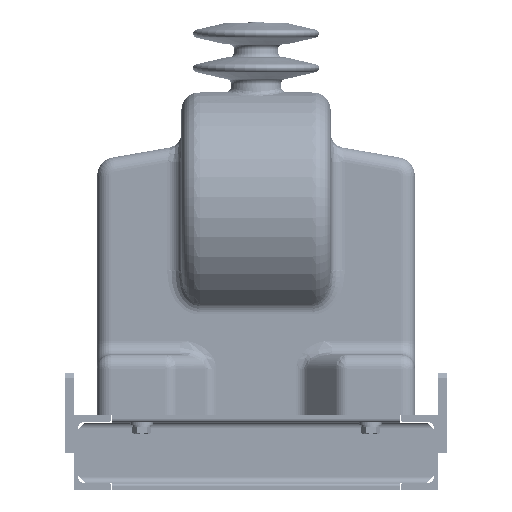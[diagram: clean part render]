
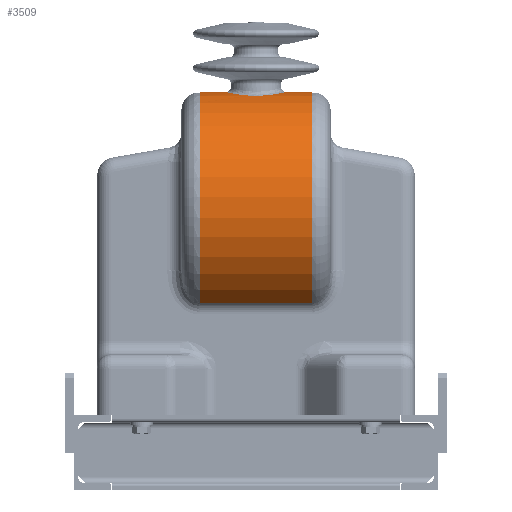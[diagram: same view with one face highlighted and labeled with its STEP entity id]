
A CAD part, front view. The second image highlights one B-rep face of the part: STEP entity #3509.
In plain terms, the highlighted cylindrical face has radius 125 mm (diameter 250 mm), a partial arc.
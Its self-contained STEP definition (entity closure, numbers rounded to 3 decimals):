
#3509=ADVANCED_FACE('',(#13294,#13296),#13298,.T.);
#13294=FACE_BOUND('',#13295,.T.);
#13295=EDGE_LOOP('',(#23161,#23162,#23163,#23164));
#13296=FACE_BOUND('',#13297,.T.);
#13297=EDGE_LOOP('',(#23165));
#13298=CYLINDRICAL_SURFACE('',#13299,125.);
#13299=AXIS2_PLACEMENT_3D('',#13300,#13301,#13302);
#13300=CARTESIAN_POINT('',(-80.,67.5,-52.));
#13301=DIRECTION('',(1.,0.,0.));
#13302=DIRECTION('',(0.,0.,1.));
#23161=ORIENTED_EDGE('',*,*,#28387,.T.);
#23162=ORIENTED_EDGE('',*,*,#28388,.T.);
#23163=ORIENTED_EDGE('',*,*,#28389,.T.);
#23164=ORIENTED_EDGE('',*,*,#28390,.F.);
#23165=ORIENTED_EDGE('',*,*,#28386,.F.);
#28386=EDGE_CURVE('',#31349,#31349,#31350,.T.);
#28387=EDGE_CURVE('',#31351,#31352,#31353,.F.);
#28388=EDGE_CURVE('',#31352,#31354,#31355,.T.);
#28389=EDGE_CURVE('',#31354,#31356,#31357,.T.);
#28390=EDGE_CURVE('',#31351,#31356,#31358,.T.);
#31349=VERTEX_POINT('',#36973);
#31350=B_SPLINE_CURVE_WITH_KNOTS('',3,
(#36974,#36975,#36976,#36977,#36978,#36979,#36980,#36981,#36982,#36983,#36984,#36985,
#36986,#36987,#36988,#36989,#36990,#36991,#36992,#36993,#36994,#36995,#36996,#36997,
#36998,#36999,#37000,#37001,#37002,#37003,#37004,#37005,#37006,#37007,#37008,#37009,
#37010,#37011,#37012,#37013,#37014,#37015,#37016,#37017,#37018,#37019,#37020,#37021,
#37022,#37023,#37024,#37025,#37026,#37027,#37028,#37029,#37030,#37031,#37032,#37033,
#37034),
.UNSPECIFIED.,.T.,.F.,
(4,1,1,1,1,1,1,1,1,1,1,1,1,1,1,1,1,1,1,1,1,1,1,1,1,1,1,1,1,1,1,1,1,1,1,1,1,1,1,1,
1,1,1,1,1,1,1,1,1,1,1,1,1,1,1,1,1,1,4),
(0.,0.017,0.035,0.053,0.073,
0.093,0.115,0.137,0.158,0.175,
0.19,0.204,0.219,0.235,0.251,
0.268,0.285,0.303,0.323,0.344,
0.365,0.387,0.408,0.428,0.448,
0.466,0.484,0.502,0.52,0.539,
0.558,0.578,0.6,0.622,0.643,
0.663,0.682,0.7,0.716,0.729,
0.739,0.75,0.76,0.772,0.785,
0.796,0.806,0.815,0.825,0.84,
0.86,0.882,0.904,0.925,0.945,
0.964,0.981,0.992,1.),
.UNSPECIFIED.);
#31351=VERTEX_POINT('',#37035);
#31352=VERTEX_POINT('',#37036);
#31353=LINE('',#37037,#37038);
#31354=VERTEX_POINT('',#37040);
#31355=CIRCLE('',#37041,125.);
#31356=VERTEX_POINT('',#37045);
#31357=LINE('',#37046,#37047);
#31358=CIRCLE('',#37049,125.);
#36973=CARTESIAN_POINT('',(32.082,67.5,73.));
#36974=CARTESIAN_POINT('',(32.082,67.5,73.));
#36975=CARTESIAN_POINT('',(32.082,68.621,73.));
#36976=CARTESIAN_POINT('',(31.955,70.91,72.969));
#36977=CARTESIAN_POINT('',(31.366,74.368,72.827));
#36978=CARTESIAN_POINT('',(30.33,77.892,72.584));
#36979=CARTESIAN_POINT('',(28.8,81.427,72.239));
#36980=CARTESIAN_POINT('',(26.73,84.909,71.798));
#36981=CARTESIAN_POINT('',(24.088,88.25,71.28));
#36982=CARTESIAN_POINT('',(20.994,91.211,70.741));
#36983=CARTESIAN_POINT('',(17.744,93.574,70.256));
#36984=CARTESIAN_POINT('',(14.71,95.277,69.877));
#36985=CARTESIAN_POINT('',(11.914,96.507,69.589));
#36986=CARTESIAN_POINT('',(9.111,97.457,69.358));
#36987=CARTESIAN_POINT('',(6.13,98.171,69.179));
#36988=CARTESIAN_POINT('',(2.953,98.614,69.066));
#36989=CARTESIAN_POINT('',(-0.298,98.747,69.031));
#36990=CARTESIAN_POINT('',(-3.644,98.55,69.082));
#36991=CARTESIAN_POINT('',(-7.083,97.99,69.225));
#36992=CARTESIAN_POINT('',(-10.628,97.008,69.469));
#36993=CARTESIAN_POINT('',(-14.249,95.538,69.819));
#36994=CARTESIAN_POINT('',(-17.835,93.537,70.266));
#36995=CARTESIAN_POINT('',(-21.243,91.,70.782));
#36996=CARTESIAN_POINT('',(-24.282,88.027,71.317));
#36997=CARTESIAN_POINT('',(-26.85,84.731,71.823));
#36998=CARTESIAN_POINT('',(-28.878,81.271,72.256));
#36999=CARTESIAN_POINT('',(-30.385,77.736,72.597));
#37000=CARTESIAN_POINT('',(-31.404,74.207,72.837));
#37001=CARTESIAN_POINT('',(-31.985,70.67,72.976));
#37002=CARTESIAN_POINT('',(-32.149,67.115,73.016));
#37003=CARTESIAN_POINT('',(-31.892,63.52,72.954));
#37004=CARTESIAN_POINT('',(-31.19,59.885,72.786));
#37005=CARTESIAN_POINT('',(-30.003,56.227,72.509));
#37006=CARTESIAN_POINT('',(-28.274,52.572,72.123));
#37007=CARTESIAN_POINT('',(-25.979,49.035,71.645));
#37008=CARTESIAN_POINT('',(-23.179,45.798,71.115));
#37009=CARTESIAN_POINT('',(-20.023,43.018,70.588));
#37010=CARTESIAN_POINT('',(-16.707,40.781,70.116));
#37011=CARTESIAN_POINT('',(-13.313,39.044,69.721));
#37012=CARTESIAN_POINT('',(-10.054,37.818,69.426));
#37013=CARTESIAN_POINT('',(-7.047,37.027,69.229));
#37014=CARTESIAN_POINT('',(-4.481,36.583,69.116));
#37015=CARTESIAN_POINT('',(-2.203,36.357,69.058));
#37016=CARTESIAN_POINT('',(-0.076,36.283,69.039));
#37017=CARTESIAN_POINT('',(2.137,36.35,69.056));
#37018=CARTESIAN_POINT('',(4.479,36.581,69.116));
#37019=CARTESIAN_POINT('',(6.859,36.997,69.222));
#37020=CARTESIAN_POINT('',(9.068,37.554,69.361));
#37021=CARTESIAN_POINT('',(10.983,38.173,69.512));
#37022=CARTESIAN_POINT('',(12.772,38.866,69.677));
#37023=CARTESIAN_POINT('',(14.836,39.806,69.895));
#37024=CARTESIAN_POINT('',(17.461,41.259,70.219));
#37025=CARTESIAN_POINT('',(20.58,43.454,70.675));
#37026=CARTESIAN_POINT('',(23.705,46.334,71.209));
#37027=CARTESIAN_POINT('',(26.449,49.682,71.74));
#37028=CARTESIAN_POINT('',(28.621,53.219,72.199));
#37029=CARTESIAN_POINT('',(30.22,56.804,72.559));
#37030=CARTESIAN_POINT('',(31.28,60.288,72.807));
#37031=CARTESIAN_POINT('',(31.839,63.338,72.941));
#37032=CARTESIAN_POINT('',(32.049,65.711,72.992));
#37033=CARTESIAN_POINT('',(32.082,66.993,73.));
#37034=CARTESIAN_POINT('',(32.082,67.5,73.));
#37035=CARTESIAN_POINT('',(60.,141.161,-152.991));
#37036=CARTESIAN_POINT('',(-60.,141.161,-152.991));
#37037=CARTESIAN_POINT('',(-60.,141.161,-152.991));
#37038=VECTOR('',#37039,1.);
#37039=DIRECTION('',(1.,0.,0.));
#37040=CARTESIAN_POINT('',(-60.,-6.161,-152.991));
#37041=AXIS2_PLACEMENT_3D('',#37042,#37043,#37044);
#37042=CARTESIAN_POINT('',(-60.,67.5,-52.));
#37043=DIRECTION('',(1.,-0.,0.));
#37044=DIRECTION('',(0.,0.589,-0.808));
#37045=CARTESIAN_POINT('',(60.,-6.161,-152.991));
#37046=CARTESIAN_POINT('',(-60.,-6.161,-152.991));
#37047=VECTOR('',#37048,1.);
#37048=DIRECTION('',(1.,0.,0.));
#37049=AXIS2_PLACEMENT_3D('',#37050,#37051,#37052);
#37050=CARTESIAN_POINT('',(60.,67.5,-52.));
#37051=DIRECTION('',(1.,-0.,0.));
#37052=DIRECTION('',(0.,0.589,-0.808));
